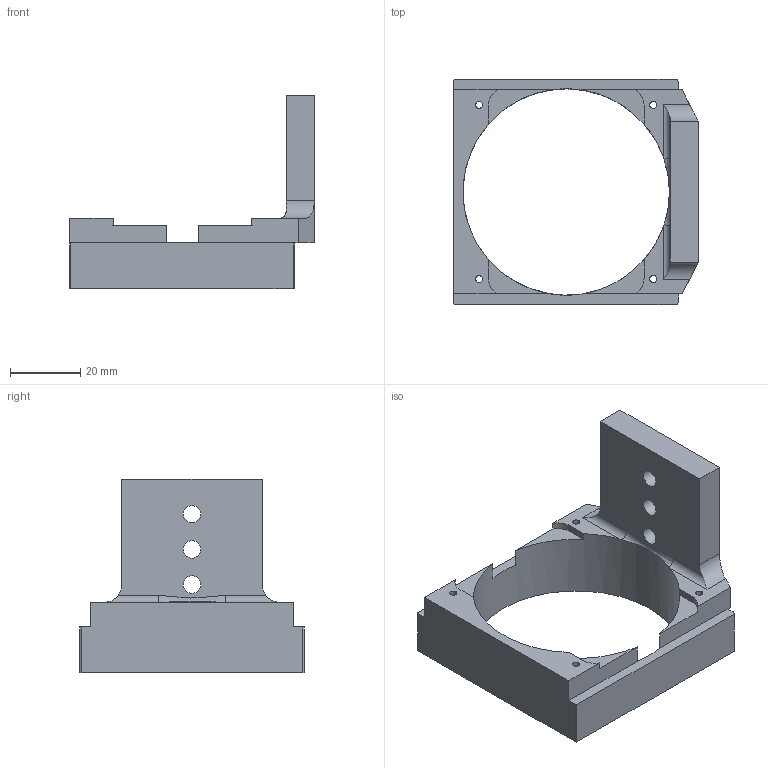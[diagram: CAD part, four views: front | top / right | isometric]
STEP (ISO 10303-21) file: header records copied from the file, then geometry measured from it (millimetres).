
FILE_DESCRIPTION( ( 'Unknown' ), '1' );
FILE_NAME( 'BetaSkeletonV02.stp', 'Unknown', ( 'Manfred Gruber' ), ( 'Apertus' ), 'PSStep 17.0.49', 'Unknown', ' ' );
FILE_SCHEMA( ( 'AUTOMOTIVE_DESIGN { 1 0 10303 214 1 1 1 1 }' ) );
Length unit declared in the file: millimetre
Products named in the file (1): 1
Bounding box: 69.58 x 64 x 55 mm (x, y, z)
Volume: 37232 mm3; surface area: 15681.2 mm2
Topology: 1 solids, 1 shells, 54 faces, 159 edges, 106 vertices
Faces by surface type: plane 34, cylinder 19, bspline 1
Full cylindrical faces by diameter (mm): 2 x4, 4.976 x6, 58.7 x1
Entity records: 2496 total; most frequent: CARTESIAN_POINT 648, DIRECTION 283, ORIENTED_EDGE 280, EDGE_CURVE 140, VERTEX_POINT 98, AXIS2_PLACEMENT_3D 95, LINE 93, VECTOR 93
